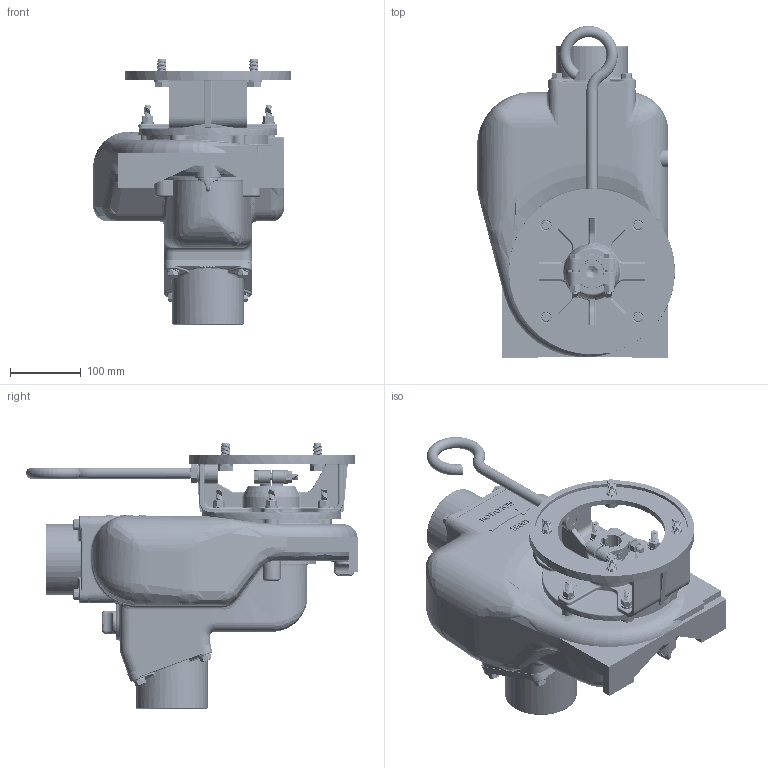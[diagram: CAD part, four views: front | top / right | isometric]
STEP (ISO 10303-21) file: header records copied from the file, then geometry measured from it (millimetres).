
FILE_DESCRIPTION(/* description */ ('3" CAST IRON PUMP W/C-FLANGE'),/* implementation_level */ '2;1');
FILE_NAME(/* name */ '300POICF.stp',/* time_stamp */ '2023-07-12T10:17:13-04:00',/* author */ ('MJC'),/* organization */ (''),/* preprocessor_version */ 'ST-DEVELOPER v18.1',/* originating_system */ 'Autodesk Inventor 2022',/* authorisation */ '');
FILE_SCHEMA (('AUTOMOTIVE_DESIGN { 1 0 10303 214 3 1 1 }'));
Products named in the file (36): 300POICF; 18126; 18001; 18004; 18008; 18009; 18012; 18013; 18013X; 18014; 18015; 18016; V07019; V07018; 18106; 18010SS; 18218; 18023-1.125SS; 18023-1.125SSX; 18033; 18034; 18125; 18021; 12777; 13777; 13778; UV15163; 18048; 18129; 18029A; 18029B; V20019; V20018; BF207; 18058; 17449
Assembly tree (77 placements, depth 4):
  300POICF
    18126
      18001
      18004
      18008
      18009
      18012
      18013
        18013X
        18014
        18015
        18016
        V07019
        V07018
      18106  x2
      18010SS  x8
      18218  x6
      V20018  x8
    18023-1.125SS
      18023-1.125SSX
    18033
    18034
    18125
    18021
    12777
    13777
    13778
    UV15163
    V20018  x6
    V20019  x6
    18048
    18129
      18029A
      18029B
      V20019  x2
      V20018  x2
      BF207  x2
    18058  x4
    17449  x4
Bounding box: 280.04 x 469.82 x 375.46 mm (x, y, z)
Volume: 5042977.8 mm3; surface area: 1367026 mm2
Topology: 73 solids, 73 shells, 6662 faces, 15952 edges, 9461 vertices
Faces by surface type: cylinder 2295, cone 1684, plane 1321, bspline 1001, torus 315, sphere 46
Full cylindrical faces by diameter (mm): 6.35 x3, 7.144 x3, 7.633 x108, 7.798 x16, 8.236 x30, 9.525 x28, 10.319 x24, 11.112 x6, 11.906 x4, 12.7 x2, 13.127 x15, 13.386 x1, 14.287 x4, 15.875 x1, 17.78 x1, 22.631 x1, 25.527 x1, 28.6 x1, 28.702 x1, 29.718 x1, 33.274 x1, 38.1 x2, 38.862 x2, 40.45 x1, 41.148 x1, 41.275 x1, 44.45 x1, 45.974 x1, 46.025 x1, 46.799 x1
Entity records: 183735 total; most frequent: CARTESIAN_POINT 92944, ORIENTED_EDGE 20180, DIRECTION 16025, EDGE_CURVE 10090, VERTEX_POINT 6238, AXIS2_PLACEMENT_3D 5999, EDGE_LOOP 4290, FACE_OUTER_BOUND 4030
